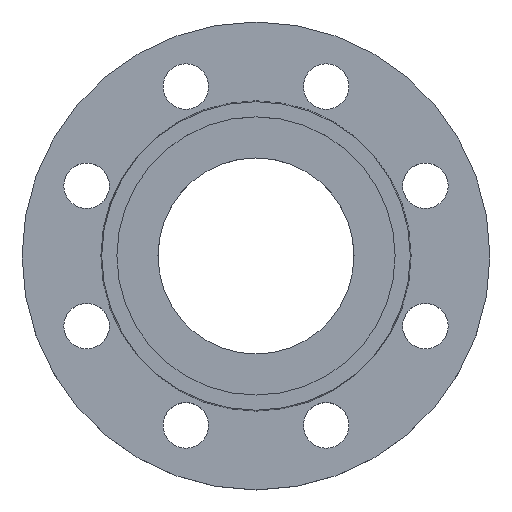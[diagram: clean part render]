
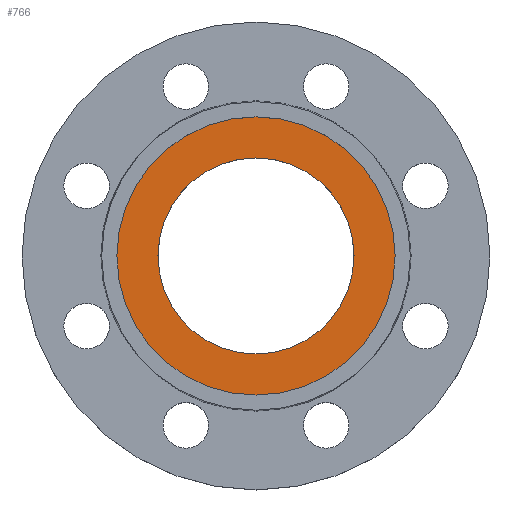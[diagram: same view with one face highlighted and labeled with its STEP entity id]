
A CAD part, top view. The second image highlights one B-rep face of the part: STEP entity #766.
In plain terms, the highlighted planar face has unit normal (0, 0, 1).
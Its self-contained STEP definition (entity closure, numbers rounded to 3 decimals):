
#31 = EDGE_CURVE ( 'NONE', #709, #764, #770, .T. ) ;
#69 = AXIS2_PLACEMENT_3D ( 'NONE', #127, #126, #125 ) ;
#72 = AXIS2_PLACEMENT_3D ( 'NONE', #343, #339, #338 ) ;
#86 = AXIS2_PLACEMENT_3D ( 'NONE', #537, #538, #539 ) ;
#125 = DIRECTION ( 'NONE',  ( 1., 0., 0. ) ) ;
#126 = DIRECTION ( 'NONE',  ( 0., 0., 1. ) ) ;
#127 = CARTESIAN_POINT ( 'NONE',  ( 55., 0., -4. ) ) ;
#128 = PLANE ( 'NONE',  #69 ) ;
#129 = FACE_OUTER_BOUND ( 'NONE', #730, .T. ) ;
#130 = FACE_BOUND ( 'NONE', #932, .T. ) ;
#131 = CARTESIAN_POINT ( 'NONE',  ( 38.75, 0., -4. ) ) ;
#141 = CARTESIAN_POINT ( 'NONE',  ( 55., 0., -4. ) ) ;
#159 = CARTESIAN_POINT ( 'NONE',  ( -55., 0., -4. ) ) ;
#178 = CARTESIAN_POINT ( 'NONE',  ( -38.75, 0., -4. ) ) ;
#237 = EDGE_CURVE ( 'NONE', #764, #709, #510, .T. ) ;
#277 = DIRECTION ( 'NONE',  ( -1., 0., 0. ) ) ;
#278 = DIRECTION ( 'NONE',  ( 0., 0., -1. ) ) ;
#279 = CARTESIAN_POINT ( 'NONE',  ( 0., 0., -4. ) ) ;
#338 = DIRECTION ( 'NONE',  ( -1., 0., 0. ) ) ;
#339 = DIRECTION ( 'NONE',  ( 0., 0., -1. ) ) ;
#343 = CARTESIAN_POINT ( 'NONE',  ( 0., 0., -4. ) ) ;
#509 = EDGE_CURVE ( 'NONE', #726, #749, #798, .T. ) ;
#510 = CIRCLE ( 'NONE', #694, 38.75 ) ;
#537 = CARTESIAN_POINT ( 'NONE',  ( 0., 0., -4. ) ) ;
#538 = DIRECTION ( 'NONE',  ( 0., 0., -1. ) ) ;
#539 = DIRECTION ( 'NONE',  ( 1., 0., 0. ) ) ;
#551 = AXIS2_PLACEMENT_3D ( 'NONE', #279, #278, #277 ) ;
#558 = EDGE_CURVE ( 'NONE', #749, #726, #665, .T. ) ;
#617 = CARTESIAN_POINT ( 'NONE',  ( 0., 0., -4. ) ) ;
#618 = DIRECTION ( 'NONE',  ( 0., 0., -1. ) ) ;
#619 = DIRECTION ( 'NONE',  ( 1., 0., 0. ) ) ;
#665 = CIRCLE ( 'NONE', #551, 55. ) ;
#694 = AXIS2_PLACEMENT_3D ( 'NONE', #617, #618, #619 ) ;
#709 = VERTEX_POINT ( 'NONE', #178 ) ;
#726 = VERTEX_POINT ( 'NONE', #159 ) ;
#730 = EDGE_LOOP ( 'NONE', ( #883, #884 ) ) ;
#749 = VERTEX_POINT ( 'NONE', #141 ) ;
#764 = VERTEX_POINT ( 'NONE', #131 ) ;
#766 = ADVANCED_FACE ( 'NONE', ( #130, #129 ), #128, .T. ) ;
#770 = CIRCLE ( 'NONE', #86, 38.75 ) ;
#798 = CIRCLE ( 'NONE', #72, 55. ) ;
#881 = ORIENTED_EDGE ( 'NONE', *, *, #31, .T. ) ;
#882 = ORIENTED_EDGE ( 'NONE', *, *, #237, .T. ) ;
#883 = ORIENTED_EDGE ( 'NONE', *, *, #509, .F. ) ;
#884 = ORIENTED_EDGE ( 'NONE', *, *, #558, .F. ) ;
#932 = EDGE_LOOP ( 'NONE', ( #881, #882 ) ) ;
